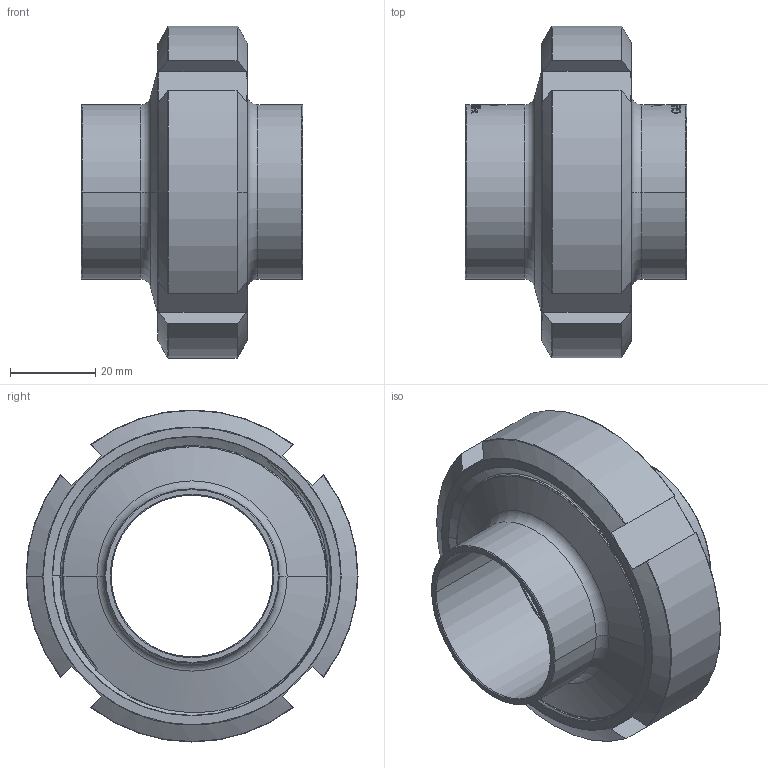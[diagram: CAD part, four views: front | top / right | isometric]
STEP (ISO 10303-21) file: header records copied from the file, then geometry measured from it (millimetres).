
FILE_DESCRIPTION (( 'STEP AP214' ), '1' );
FILE_NAME ('GL-212-040-x Verschraubung DIN11851 heco.STEP', '2017-08-28T08:22:45', ( '' ), ( '' ), 'SwSTEP 2.0', 'SolidWorks 2016', '' );
FILE_SCHEMA (( 'AUTOMOTIVE_DESIGN' ));
Length unit declared in the file: millimetre
Products named in the file (1): GL-212-040-x Verschraubung DIN11851 heco
Bounding box: 52 x 78 x 78 mm (x, y, z)
Volume: 73691.6 mm3; surface area: 42596.1 mm2
Topology: 4 solids, 4 shells, 701 faces, 1807 edges, 1182 vertices
Faces by surface type: bspline 274, plane 242, cylinder 87, torus 73, cone 25
Entity records: 58210 total; most frequent: CARTESIAN_POINT 35612, ORIENTED_EDGE 3614, DIRECTION 2138, EDGE_CURVE 1807, VERTEX_POINT 1182, B_SPLINE_CURVE_WITH_KNOTS 854, AXIS2_PLACEMENT_3D 789, EDGE_LOOP 777
